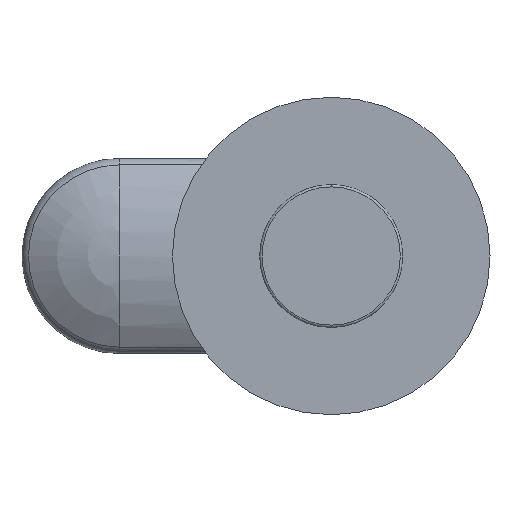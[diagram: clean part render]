
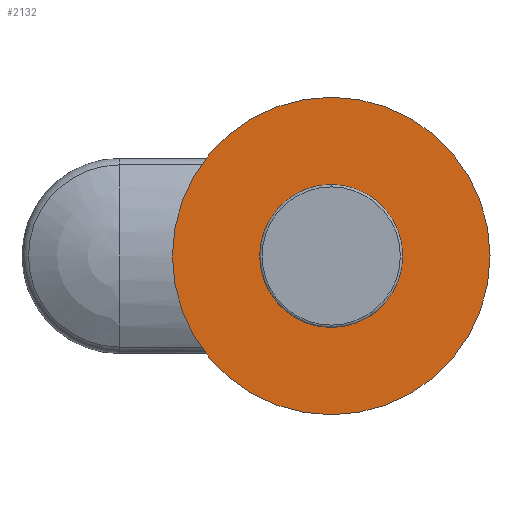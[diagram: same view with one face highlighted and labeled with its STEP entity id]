
A CAD part, front view. The second image highlights one B-rep face of the part: STEP entity #2132.
In plain terms, the highlighted planar face has unit normal (0, -1, 0).
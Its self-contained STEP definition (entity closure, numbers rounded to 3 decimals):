
#734=CARTESIAN_POINT('',(-22.872,-0.686,
72.115));
#735=DIRECTION('',(0.,-1.,0.));
#736=DIRECTION('',(0.,0.,-1.));
#737=AXIS2_PLACEMENT_3D('',#734,#735,#736);
#739=CARTESIAN_POINT('',(-22.872,-0.686,
72.115));
#740=DIRECTION('',(0.,1.,0.));
#741=DIRECTION('',(0.,0.,-1.));
#742=AXIS2_PLACEMENT_3D('',#739,#740,#741);
#744=CARTESIAN_POINT('',(-22.872,-0.686,
72.115));
#745=DIRECTION('',(0.,-1.,0.));
#746=DIRECTION('',(0.,0.,1.));
#747=AXIS2_PLACEMENT_3D('',#744,#745,#746);
#749=CARTESIAN_POINT('',(-22.872,-0.686,
72.115));
#750=DIRECTION('',(0.,-1.,0.));
#751=DIRECTION('',(0.,0.,-1.));
#752=AXIS2_PLACEMENT_3D('',#749,#750,#751);
#793=CARTESIAN_POINT('',(-22.872,-0.686,
38.801));
#795=VERTEX_POINT('',#793);
#797=CARTESIAN_POINT('',(-22.872,-0.686,
105.429));
#799=VERTEX_POINT('',#797);
#808=CARTESIAN_POINT('',(-22.872,-0.686,
87.115));
#809=CARTESIAN_POINT('',(-22.872,-0.686,
57.115));
#810=VERTEX_POINT('',#808);
#811=VERTEX_POINT('',#809);
#2117=CARTESIAN_POINT('',(-22.872,-0.686,
72.115));
#2118=DIRECTION('',(0.,1.,0.));
#2119=DIRECTION('',(0.,0.,1.));
#2120=AXIS2_PLACEMENT_3D('',#2117,#2118,#2119);
#2121=PLANE('',#2120);
#2122=ORIENTED_EDGE('',*,*,#2098,.F.);
#2123=ORIENTED_EDGE('',*,*,#2075,.T.);
#2124=EDGE_LOOP('',(#2122,#2123));
#2125=FACE_OUTER_BOUND('',#2124,.F.);
#2127=ORIENTED_EDGE('',*,*,#2126,.T.);
#2129=ORIENTED_EDGE('',*,*,#2128,.T.);
#2130=EDGE_LOOP('',(#2127,#2129));
#2131=FACE_BOUND('',#2130,.F.);
#738=CIRCLE('',#737,33.314);
#743=CIRCLE('',#742,33.314);
#748=CIRCLE('',#747,15.);
#753=CIRCLE('',#752,15.);
#2075=EDGE_CURVE('',#795,#799,#743,.T.);
#2098=EDGE_CURVE('',#795,#799,#738,.T.);
#2126=EDGE_CURVE('',#810,#811,#748,.T.);
#2128=EDGE_CURVE('',#811,#810,#753,.T.);
#2132=ADVANCED_FACE('',(#2125,#2131),#2121,.F.);
